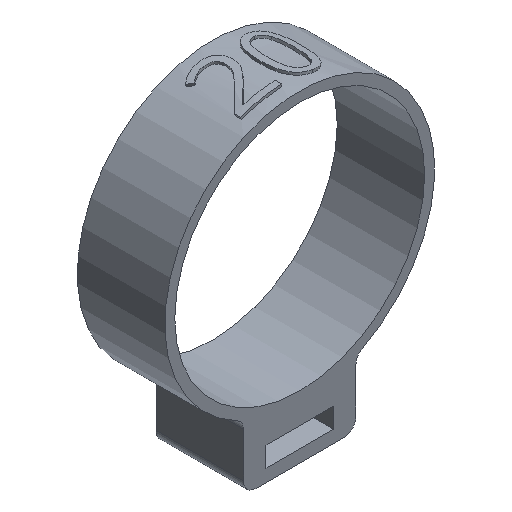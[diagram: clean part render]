
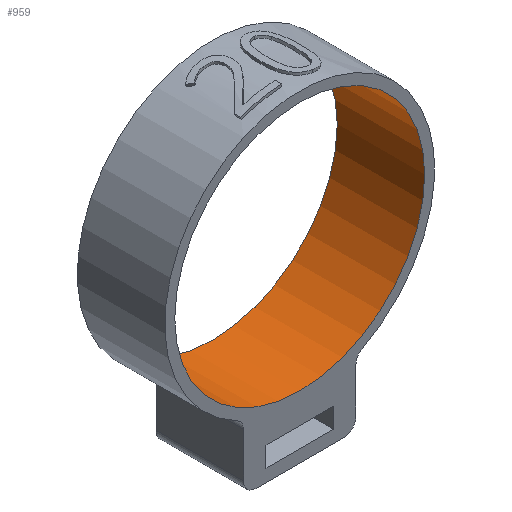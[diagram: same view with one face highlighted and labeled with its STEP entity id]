
A CAD part, isometric view. The second image highlights one B-rep face of the part: STEP entity #959.
In plain terms, the highlighted cylindrical face has radius 10 mm (diameter 20 mm), a full revolution.
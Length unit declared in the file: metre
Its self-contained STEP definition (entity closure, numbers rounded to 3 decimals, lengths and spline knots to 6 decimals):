
#303=ORIENTED_EDGE('',*,*,#591,.F.);
#304=ORIENTED_EDGE('',*,*,#592,.T.);
#591=EDGE_CURVE('',#729,#729,#791,.T.);
#592=EDGE_CURVE('',#730,#730,#792,.T.);
#729=VERTEX_POINT('',#1403);
#730=VERTEX_POINT('',#1405);
#791=CIRCLE('',#1044,0.01);
#792=CIRCLE('',#1045,0.01);
#813=EDGE_LOOP('',(#303));
#814=EDGE_LOOP('',(#304));
#883=FACE_BOUND('',#813,.T.);
#884=FACE_BOUND('',#814,.T.);
#942=CYLINDRICAL_SURFACE('',#1043,0.01);
#959=ADVANCED_FACE('',(#883,#884),#942,.F.);
#1043=AXIS2_PLACEMENT_3D('',#1401,#1146,#1147);
#1044=AXIS2_PLACEMENT_3D('',#1402,#1148,#1149);
#1045=AXIS2_PLACEMENT_3D('',#1404,#1150,#1151);
#1146=DIRECTION('',(0.,-1.,0.));
#1147=DIRECTION('',(1.,0.,0.));
#1148=DIRECTION('',(0.,-1.,0.));
#1149=DIRECTION('',(1.,0.,0.));
#1150=DIRECTION('',(0.,-1.,0.));
#1151=DIRECTION('',(1.,0.,0.));
#1401=CARTESIAN_POINT('',(-0.01085,-0.102733,0.012771));
#1402=CARTESIAN_POINT('',(-0.01085,-0.102733,0.012771));
#1403=CARTESIAN_POINT('',(-0.00085,-0.102733,0.012771));
#1404=CARTESIAN_POINT('',(-0.01085,-0.109733,0.012771));
#1405=CARTESIAN_POINT('',(-0.00085,-0.109733,0.012771));
